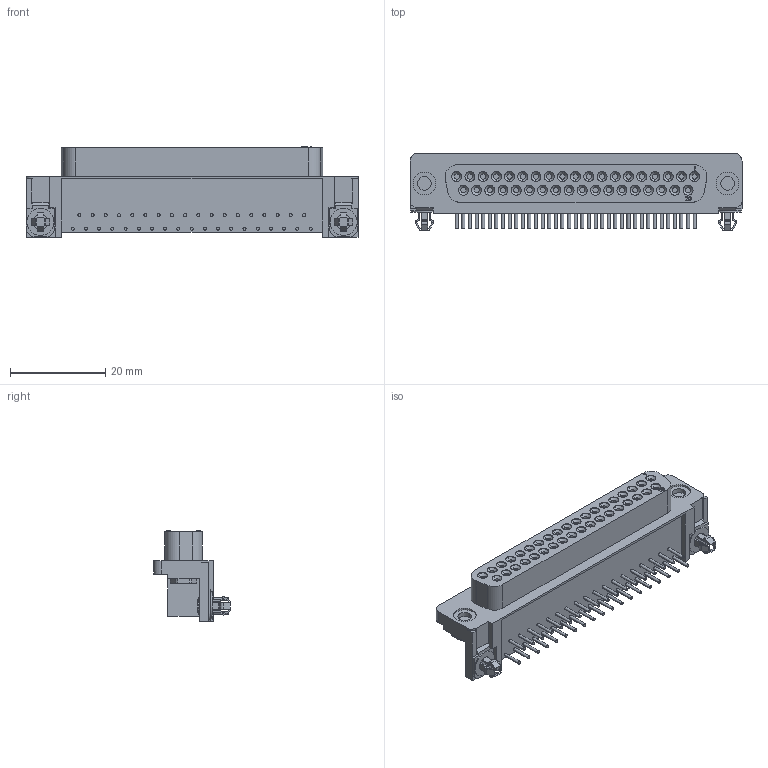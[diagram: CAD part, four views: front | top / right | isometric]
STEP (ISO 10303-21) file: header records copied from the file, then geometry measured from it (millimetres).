
FILE_DESCRIPTION((''),'2;1');
FILE_NAME('C-5747847-04-3','2007-08-31T',('workeradm'),('Tyco Electronics Corporation'),'PRO/ENGINEER BY PARAMETRIC TECHNOLOGY CORPORATION, 2005450','PRO/ENGINEER BY PARAMETRIC TECHNOLOGY CORPORATION, 2005450','');
FILE_SCHEMA(('CONFIG_CONTROL_DESIGN', 'GEOMETRIC_VALIDATION_PROPERTIES_MIM'));
Length unit declared in the file: millimetre
Products named in the file (1): C-5747847-04-3
Bounding box: 69.55 x 16.1 x 18.93 mm (x, y, z)
Volume: 9435.8 mm3; surface area: 5097.1 mm2
Topology: 1 solids, 1 shells, 768 faces, 1835 edges, 1174 vertices
Faces by surface type: plane 368, cylinder 326, cone 74
Entity records: 22354 total; most frequent: DIRECTION 4041, CARTESIAN_POINT 3778, ORIENTED_EDGE 3670, EDGE_CURVE 1835, AXIS2_PLACEMENT_3D 1438, VERTEX_POINT 1174, VECTOR 1165, LINE 1165
